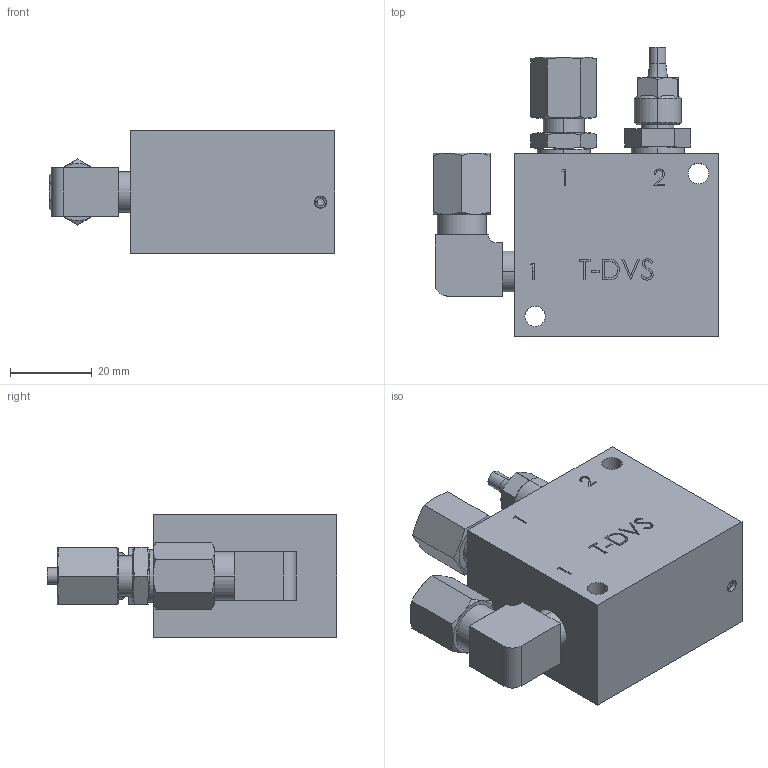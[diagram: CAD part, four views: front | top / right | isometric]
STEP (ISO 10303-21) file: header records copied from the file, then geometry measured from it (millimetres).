
FILE_DESCRIPTION (( 'STEP AP214' ), '1' );
FILE_NAME ('T-DVS_20915.STEP', '2015-07-20T12:15:26', ( 'Admin1' ), ( '' ), 'SwSTEP 2.0', 'SolidWorks 2014', '' );
FILE_SCHEMA (( 'AUTOMOTIVE_DESIGN' ));
Length unit declared in the file: millimetre
Products named in the file (1): T-DVS_20915
Bounding box: 70 x 71 x 30 mm (x, y, z)
Surface area: 17454 mm2 (no closed solid volume)
Topology: 0 solids, 11 shells, 215 faces, 582 edges, 383 vertices
Faces by surface type: plane 110, cylinder 40, cone 37, bspline 28
Entity records: 10771 total; most frequent: CARTESIAN_POINT 3238, ORIENTED_EDGE 1082, DIRECTION 957, EDGE_CURVE 582, VERTEX_POINT 383, AXIS2_PLACEMENT_3D 326, VECTOR 305, LINE 305
